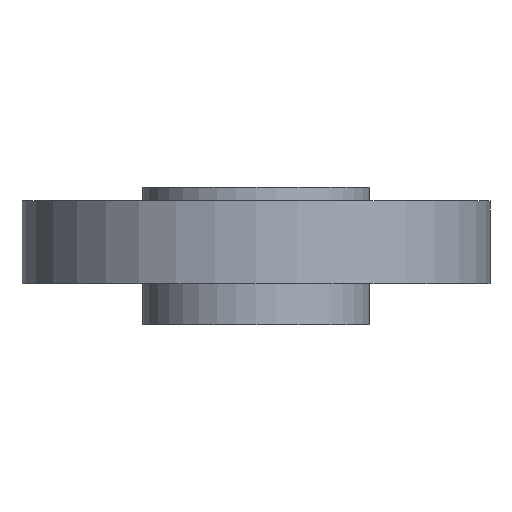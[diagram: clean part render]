
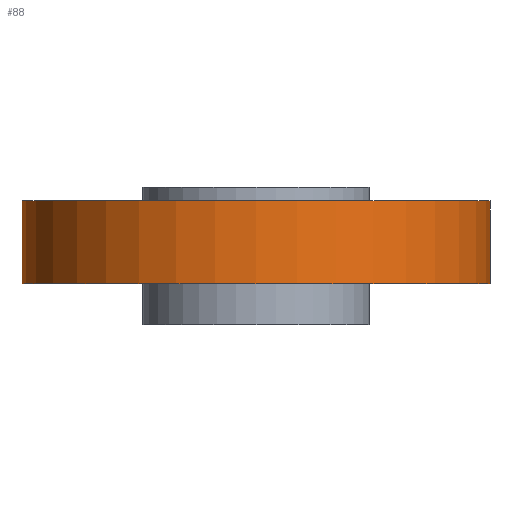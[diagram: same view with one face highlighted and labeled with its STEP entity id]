
A CAD part, front view. The second image highlights one B-rep face of the part: STEP entity #88.
In plain terms, the highlighted cylindrical face has radius 107.95 mm (diameter 215.9 mm), a partial arc.
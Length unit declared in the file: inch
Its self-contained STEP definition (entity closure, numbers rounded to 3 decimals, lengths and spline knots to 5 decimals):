
#13 = VERTEX_POINT ( 'NONE', #705 ) ;
#19 = DIRECTION ( 'NONE',  ( 0., 0., 1. ) ) ;
#26 = DIRECTION ( 'NONE',  ( 0., 0., 1. ) ) ;
#30 = LINE ( 'NONE', #801, #527 ) ;
#38 = ORIENTED_EDGE ( 'NONE', *, *, #175, .F. ) ;
#42 = EDGE_CURVE ( 'NONE', #797, #217, #557, .T. ) ;
#77 = ORIENTED_EDGE ( 'NONE', *, *, #522, .F. ) ;
#88 = ADVANCED_FACE ( 'NONE', ( #584 ), #191, .T. ) ;
#94 = CARTESIAN_POINT ( 'NONE',  ( 4.25, 0., -13.77082 ) ) ;
#112 = DIRECTION ( 'NONE',  ( 0., 0., 1. ) ) ;
#123 = CARTESIAN_POINT ( 'NONE',  ( 4.25, 0., -0.25 ) ) ;
#131 = ORIENTED_EDGE ( 'NONE', *, *, #838, .F. ) ;
#166 = DIRECTION ( 'NONE',  ( 0., 0., -1. ) ) ;
#175 = EDGE_CURVE ( 'NONE', #13, #241, #30, .T. ) ;
#191 = CYLINDRICAL_SURFACE ( 'NONE', #327, 4.25 ) ;
#217 = VERTEX_POINT ( 'NONE', #123 ) ;
#219 = CIRCLE ( 'NONE', #915, 4.25 ) ;
#241 = VERTEX_POINT ( 'NONE', #811 ) ;
#279 = CIRCLE ( 'NONE', #748, 4.25 ) ;
#327 = AXIS2_PLACEMENT_3D ( 'NONE', #657, #112, #487 ) ;
#355 = CARTESIAN_POINT ( 'NONE',  ( 4.25, 0., -1.75 ) ) ;
#361 = VECTOR ( 'NONE', #19, 39.37008 ) ;
#394 = CARTESIAN_POINT ( 'NONE',  ( 0., 0., -1.75 ) ) ;
#402 = DIRECTION ( 'NONE',  ( 1., 0., 0. ) ) ;
#480 = EDGE_LOOP ( 'NONE', ( #38, #77, #586, #131 ) ) ;
#487 = DIRECTION ( 'NONE',  ( 1., 0., 0. ) ) ;
#522 = EDGE_CURVE ( 'NONE', #797, #13, #279, .T. ) ;
#527 = VECTOR ( 'NONE', #26, 39.37008 ) ;
#557 = LINE ( 'NONE', #94, #361 ) ;
#584 = FACE_OUTER_BOUND ( 'NONE', #480, .T. ) ;
#586 = ORIENTED_EDGE ( 'NONE', *, *, #42, .T. ) ;
#657 = CARTESIAN_POINT ( 'NONE',  ( 0., 0., -13.77082 ) ) ;
#680 = CARTESIAN_POINT ( 'NONE',  ( 0., 0., -0.25 ) ) ;
#705 = CARTESIAN_POINT ( 'NONE',  ( -4.25, 0., -1.75 ) ) ;
#748 = AXIS2_PLACEMENT_3D ( 'NONE', #394, #166, #402 ) ;
#797 = VERTEX_POINT ( 'NONE', #355 ) ;
#801 = CARTESIAN_POINT ( 'NONE',  ( -4.25, 0., -13.77082 ) ) ;
#811 = CARTESIAN_POINT ( 'NONE',  ( -4.25, 0., -0.25 ) ) ;
#838 = EDGE_CURVE ( 'NONE', #241, #217, #219, .T. ) ;
#874 = DIRECTION ( 'NONE',  ( 1., 0., 0. ) ) ;
#915 = AXIS2_PLACEMENT_3D ( 'NONE', #680, #995, #874 ) ;
#995 = DIRECTION ( 'NONE',  ( 0., 0., 1. ) ) ;
